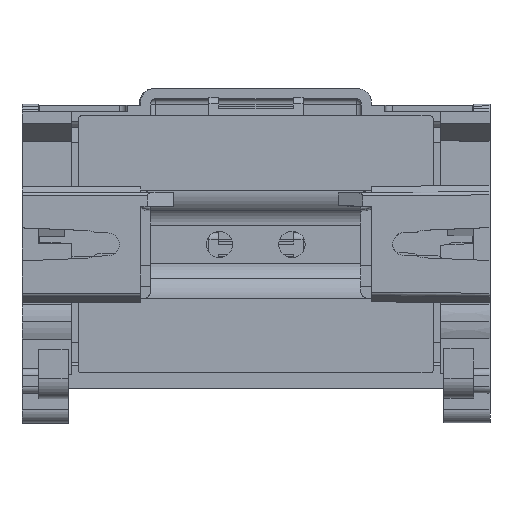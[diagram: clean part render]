
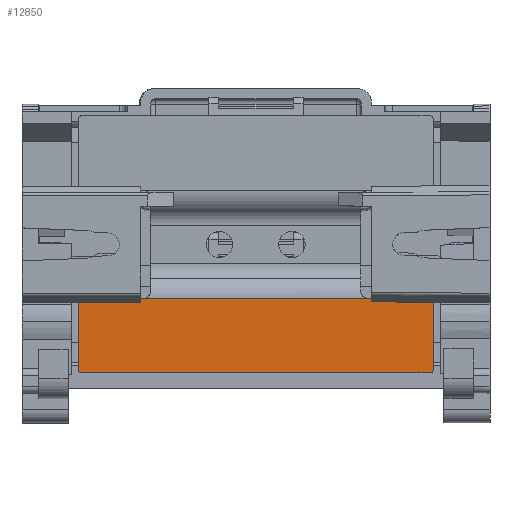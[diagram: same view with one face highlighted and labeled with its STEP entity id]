
A CAD part, top view. The second image highlights one B-rep face of the part: STEP entity #12850.
In plain terms, the highlighted face is planar.
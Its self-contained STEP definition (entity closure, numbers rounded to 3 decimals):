
#394 = ORIENTED_EDGE ( 'NONE', *, *, #15390, .T. ) ;
#660 = LINE ( 'NONE', #12175, #7226 ) ;
#757 = DIRECTION ( 'NONE',  ( 1., 0., 0. ) ) ;
#1432 = LINE ( 'NONE', #3334, #15350 ) ;
#1778 = EDGE_LOOP ( 'NONE', ( #10646, #394, #5759, #19682, #28134, #21001, #21771, #10216 ) ) ;
#2481 = DIRECTION ( 'NONE',  ( 1., 0., 0. ) ) ;
#2640 = DIRECTION ( 'NONE',  ( 1., 0., 0. ) ) ;
#2663 = DIRECTION ( 'NONE',  ( 0., 0., 1. ) ) ;
#3334 = CARTESIAN_POINT ( 'NONE',  ( 19.5, 53.9, -2.4 ) ) ;
#3962 = VECTOR ( 'NONE', #15535, 1000. ) ;
#5077 = DIRECTION ( 'NONE',  ( 0., 1., 0. ) ) ;
#5308 = CARTESIAN_POINT ( 'NONE',  ( 5.75, 53.9, -2.4 ) ) ;
#5759 = ORIENTED_EDGE ( 'NONE', *, *, #10974, .T. ) ;
#6133 = VERTEX_POINT ( 'NONE', #16694 ) ;
#6325 = EDGE_CURVE ( 'NONE', #16609, #27359, #1432, .T. ) ;
#7089 = DIRECTION ( 'NONE',  ( -1., 0., 0. ) ) ;
#7226 = VECTOR ( 'NONE', #5077, 1000. ) ;
#7247 = CARTESIAN_POINT ( 'NONE',  ( 19., 53.4, -2.4 ) ) ;
#8023 = CARTESIAN_POINT ( 'NONE',  ( 5.75, 0., -2.4 ) ) ;
#8767 = CARTESIAN_POINT ( 'NONE',  ( 19., 0., -2.4 ) ) ;
#9433 = EDGE_CURVE ( 'NONE', #16645, #16093, #26239, .T. ) ;
#9452 = CARTESIAN_POINT ( 'NONE',  ( 5.75, 53.9, -2.4 ) ) ;
#9725 = DIRECTION ( 'NONE',  ( 0., 0., -1. ) ) ;
#9873 = DIRECTION ( 'NONE',  ( 0., 0., -1. ) ) ;
#10216 = ORIENTED_EDGE ( 'NONE', *, *, #19583, .T. ) ;
#10260 = VERTEX_POINT ( 'NONE', #14204 ) ;
#10529 = CARTESIAN_POINT ( 'NONE',  ( 19., 53.9, -2.4 ) ) ;
#10646 = ORIENTED_EDGE ( 'NONE', *, *, #22924, .T. ) ;
#10820 = CIRCLE ( 'NONE', #27384, 0.5 ) ;
#10951 = CARTESIAN_POINT ( 'NONE',  ( 8.177, 53.561, -2.4 ) ) ;
#10974 = EDGE_CURVE ( 'NONE', #6133, #16645, #660, .T. ) ;
#12100 = DIRECTION ( 'NONE',  ( 1., 0., 0. ) ) ;
#12175 = CARTESIAN_POINT ( 'NONE',  ( 8.177, 53.9, -2.4 ) ) ;
#12178 = DIRECTION ( 'NONE',  ( 1., 0., 0. ) ) ;
#12394 = CARTESIAN_POINT ( 'NONE',  ( 8.65, 0.5, -2.4 ) ) ;
#12568 = PLANE ( 'NONE',  #14634 ) ;
#12850 = ADVANCED_FACE ( 'NONE', ( #26838 ), #12568, .F. ) ;
#13603 = AXIS2_PLACEMENT_3D ( 'NONE', #14570, #9725, #2640 ) ;
#14204 = CARTESIAN_POINT ( 'NONE',  ( 8.65, 0., -2.4 ) ) ;
#14507 = AXIS2_PLACEMENT_3D ( 'NONE', #7247, #17111, #757 ) ;
#14570 = CARTESIAN_POINT ( 'NONE',  ( 19., 0.5, -2.4 ) ) ;
#14596 = CIRCLE ( 'NONE', #13603, 0.5 ) ;
#14634 = AXIS2_PLACEMENT_3D ( 'NONE', #5308, #2663, #12100 ) ;
#15350 = VECTOR ( 'NONE', #23109, 1000. ) ;
#15390 = EDGE_CURVE ( 'NONE', #10260, #6133, #10820, .T. ) ;
#15535 = DIRECTION ( 'NONE',  ( -1., 0., 0. ) ) ;
#16093 = VERTEX_POINT ( 'NONE', #28900 ) ;
#16609 = VERTEX_POINT ( 'NONE', #29808 ) ;
#16645 = VERTEX_POINT ( 'NONE', #10951 ) ;
#16694 = CARTESIAN_POINT ( 'NONE',  ( 8.177, 0.339, -2.4 ) ) ;
#16852 = CARTESIAN_POINT ( 'NONE',  ( 8.65, 53.4, -2.4 ) ) ;
#16997 = CIRCLE ( 'NONE', #14507, 0.5 ) ;
#17111 = DIRECTION ( 'NONE',  ( 0., 0., -1. ) ) ;
#17859 = EDGE_CURVE ( 'NONE', #22969, #16093, #30953, .T. ) ;
#17916 = EDGE_CURVE ( 'NONE', #22969, #16609, #16997, .T. ) ;
#19583 = EDGE_CURVE ( 'NONE', #27359, #28891, #14596, .T. ) ;
#19682 = ORIENTED_EDGE ( 'NONE', *, *, #9433, .T. ) ;
#21001 = ORIENTED_EDGE ( 'NONE', *, *, #17916, .T. ) ;
#21771 = ORIENTED_EDGE ( 'NONE', *, *, #6325, .T. ) ;
#21911 = CARTESIAN_POINT ( 'NONE',  ( 19.5, 0.5, -2.4 ) ) ;
#22707 = AXIS2_PLACEMENT_3D ( 'NONE', #16852, #26439, #12178 ) ;
#22924 = EDGE_CURVE ( '������7', #28891, #10260, #29526, .T. ) ;
#22969 = VERTEX_POINT ( 'NONE', #10529 ) ;
#23109 = DIRECTION ( 'NONE',  ( 0., -1., 0. ) ) ;
#26239 = CIRCLE ( 'NONE', #22707, 0.5 ) ;
#26439 = DIRECTION ( 'NONE',  ( 0., 0., -1. ) ) ;
#26838 = FACE_OUTER_BOUND ( 'NONE', #1778, .T. ) ;
#27359 = VERTEX_POINT ( 'NONE', #21911 ) ;
#27384 = AXIS2_PLACEMENT_3D ( 'NONE', #12394, #9873, #2481 ) ;
#28134 = ORIENTED_EDGE ( 'NONE', *, *, #17859, .F. ) ;
#28891 = VERTEX_POINT ( 'NONE', #8767 ) ;
#28900 = CARTESIAN_POINT ( 'NONE',  ( 8.65, 53.9, -2.4 ) ) ;
#29526 = LINE ( 'NONE', #8023, #3962 ) ;
#29808 = CARTESIAN_POINT ( 'NONE',  ( 19.5, 53.4, -2.4 ) ) ;
#30040 = VECTOR ( 'NONE', #7089, 1000. ) ;
#30953 = LINE ( 'NONE', #9452, #30040 ) ;
